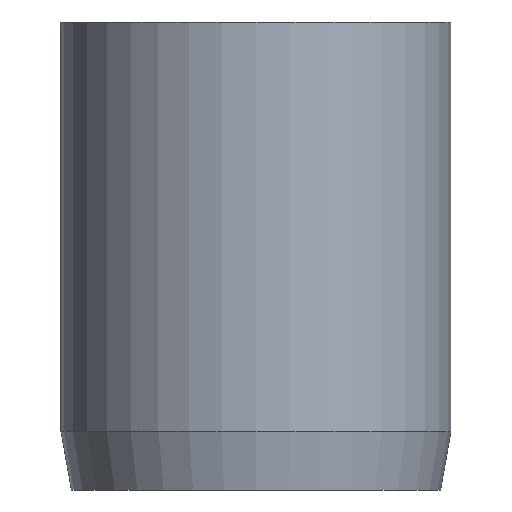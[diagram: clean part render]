
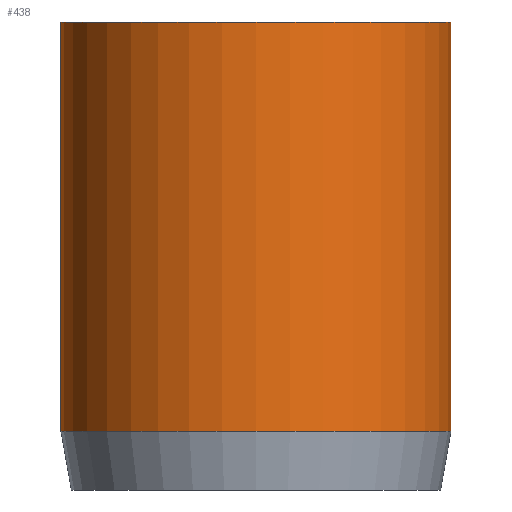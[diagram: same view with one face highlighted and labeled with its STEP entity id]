
A CAD part, front view. The second image highlights one B-rep face of the part: STEP entity #438.
In plain terms, the highlighted cylindrical face has radius 5 mm (diameter 10 mm), a partial arc.
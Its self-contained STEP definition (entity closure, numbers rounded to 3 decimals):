
#26 = LINE ( 'NONE', #82, #967 ) ;
#82 = CARTESIAN_POINT ( 'NONE',  ( -5., 0., 12. ) ) ;
#102 = ORIENTED_EDGE ( 'NONE', *, *, #1158, .T. ) ;
#113 = CARTESIAN_POINT ( 'NONE',  ( 0., 0., 12. ) ) ;
#133 = EDGE_CURVE ( 'NONE', #482, #748, #650, .T. ) ;
#192 = AXIS2_PLACEMENT_3D ( 'NONE', #933, #426, #1008 ) ;
#206 = CARTESIAN_POINT ( 'NONE',  ( 5., 0., 1.5 ) ) ;
#244 = ORIENTED_EDGE ( 'NONE', *, *, #270, .T. ) ;
#270 = EDGE_CURVE ( 'NONE', #482, #412, #26, .T. ) ;
#312 = DIRECTION ( 'NONE',  ( 0., 0., -1. ) ) ;
#326 = DIRECTION ( 'NONE',  ( 0., 0., 1. ) ) ;
#329 = ORIENTED_EDGE ( 'NONE', *, *, #337, .F. ) ;
#337 = EDGE_CURVE ( 'NONE', #748, #1142, #425, .T. ) ;
#409 = EDGE_LOOP ( 'NONE', ( #329, #1123, #244, #102 ) ) ;
#412 = VERTEX_POINT ( 'NONE', #766 ) ;
#424 = CARTESIAN_POINT ( 'NONE',  ( -5., 0., 12. ) ) ;
#425 = LINE ( 'NONE', #1061, #636 ) ;
#426 = DIRECTION ( 'NONE',  ( 0., 0., 1. ) ) ;
#438 = ADVANCED_FACE ( 'NONE', ( #758 ), #1141, .T. ) ;
#482 = VERTEX_POINT ( 'NONE', #424 ) ;
#552 = CIRCLE ( 'NONE', #192, 5. ) ;
#586 = DIRECTION ( 'NONE',  ( 0., 0., -1. ) ) ;
#636 = VECTOR ( 'NONE', #586, 1000. ) ;
#647 = AXIS2_PLACEMENT_3D ( 'NONE', #857, #326, #936 ) ;
#650 = CIRCLE ( 'NONE', #647, 5. ) ;
#685 = DIRECTION ( 'NONE',  ( -1., 0., 0. ) ) ;
#703 = AXIS2_PLACEMENT_3D ( 'NONE', #113, #312, #685 ) ;
#748 = VERTEX_POINT ( 'NONE', #851 ) ;
#758 = FACE_OUTER_BOUND ( 'NONE', #409, .T. ) ;
#766 = CARTESIAN_POINT ( 'NONE',  ( -5., 0., 1.5 ) ) ;
#827 = DIRECTION ( 'NONE',  ( 0., 0., -1. ) ) ;
#851 = CARTESIAN_POINT ( 'NONE',  ( 5., 0., 12. ) ) ;
#857 = CARTESIAN_POINT ( 'NONE',  ( 0., 0., 12. ) ) ;
#933 = CARTESIAN_POINT ( 'NONE',  ( 0., 0., 1.5 ) ) ;
#936 = DIRECTION ( 'NONE',  ( 1., 0., 0. ) ) ;
#967 = VECTOR ( 'NONE', #827, 1000. ) ;
#1008 = DIRECTION ( 'NONE',  ( 1., 0., 0. ) ) ;
#1061 = CARTESIAN_POINT ( 'NONE',  ( 5., 0., 12. ) ) ;
#1123 = ORIENTED_EDGE ( 'NONE', *, *, #133, .F. ) ;
#1141 = CYLINDRICAL_SURFACE ( 'NONE', #703, 5. ) ;
#1142 = VERTEX_POINT ( 'NONE', #206 ) ;
#1158 = EDGE_CURVE ( 'NONE', #412, #1142, #552, .T. ) ;
